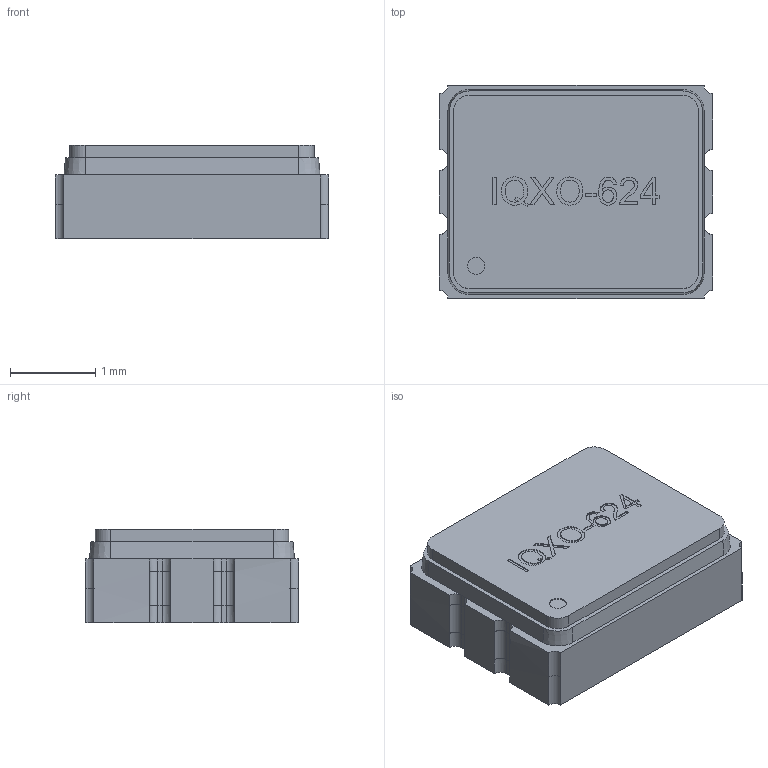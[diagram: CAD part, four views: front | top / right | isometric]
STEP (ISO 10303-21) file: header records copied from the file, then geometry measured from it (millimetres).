
FILE_DESCRIPTION(/* description */ ('Unknown'),/* implementation_level */ '2;1');
FILE_NAME(/* name */ 'IQXO-624',/* time_stamp */ '2020-10-07T09:38:30+01:00',/* author */ ('Unknown'),/* organization */ ('Unknown'),/* preprocessor_version */ 'ST-DEVELOPER v16.7',/* originating_system */ 'DEX',/* authorisation */ $);
FILE_SCHEMA (('AUTOMOTIVE_DESIGN {1 0 10303 214 3 1 1}'));
Length unit declared in the file: millimetre
Products named in the file (4): IQXO-624; Body; Pins; Cover
Assembly tree (3 placements, depth 2):
  IQXO-624
    Body
    Pins
    Cover
Bounding box: 3.2 x 2.5 x 1.1 mm (x, y, z)
Volume: 8.3 mm3; surface area: 63.3 mm2
Topology: 8 solids, 8 shells, 281 faces, 747 edges, 490 vertices
Faces by surface type: plane 215, cylinder 45, bspline 17, cone 4
Full cylindrical faces by diameter (mm): 0.2 x1
Entity records: 10698 total; most frequent: CARTESIAN_POINT 2541, ORIENTED_EDGE 1486, DIRECTION 1205, EDGE_CURVE 743, VERTEX_POINT 490, LINE 489, VECTOR 489, AXIS2_PLACEMENT_3D 358
